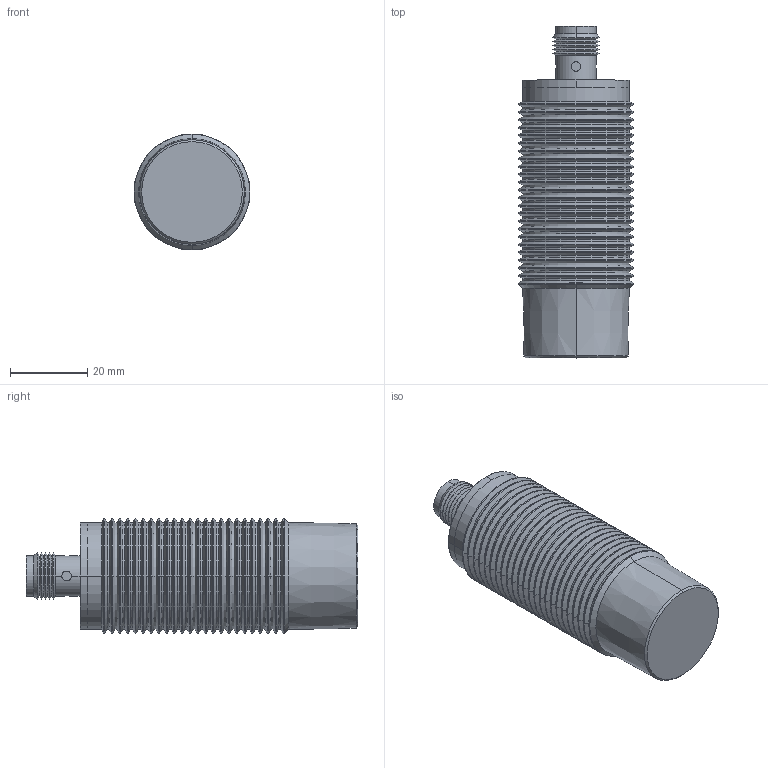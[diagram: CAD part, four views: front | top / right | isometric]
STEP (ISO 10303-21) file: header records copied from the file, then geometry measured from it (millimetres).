
FILE_DESCRIPTION(('STEP AP214'),'1');
FILE_NAME('cctmp_86979960-C0FD-4AE2-8811-46F7FD3C3999_2022_07_22_11_01_31_0850..stp','2022-07-22T09:01:31',('Pepperl+Fuchs GmbH'),('CADClick - www.CADClick.com'),'Spatial InterOp 3D',' ','unknown authorization');
FILE_SCHEMA(('AUTOMOTIVE_DESIGN'));
Length unit declared in the file: millimetre
Products named in the file (6): cc_unnamed; NBN25-30GM70-E1-V1_4; NBN25-30GM70-E1-V1_3; NBN25-30GM70-E1-V1_2; NBN25-30GM70-E1-V1_1; NBN25-30GM70-E1-V1
Assembly tree (5 placements, depth 2):
  cc_unnamed
    NBN25-30GM70-E1-V1_4
    NBN25-30GM70-E1-V1_3
    NBN25-30GM70-E1-V1_2
    NBN25-30GM70-E1-V1_1
    NBN25-30GM70-E1-V1
Bounding box: 30 x 86 x 30 mm (x, y, z)
Volume: 40197.5 mm3; surface area: 18643.8 mm2
Topology: 8 solids, 8 shells, 332 faces, 710 edges, 391 vertices
Faces by surface type: cylinder 153, cone 140, plane 33, sphere 6
Entity records: 11829 total; most frequent: DIRECTION 1716, CARTESIAN_POINT 1705, ORIENTED_EDGE 1392, AXIS2_PLACEMENT_3D 706, EDGE_CURVE 696, VERTEX_POINT 391, CIRCLE 368, EDGE_LOOP 353
